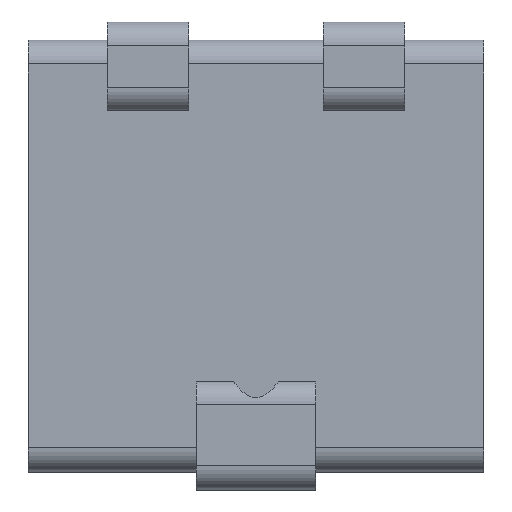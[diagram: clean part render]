
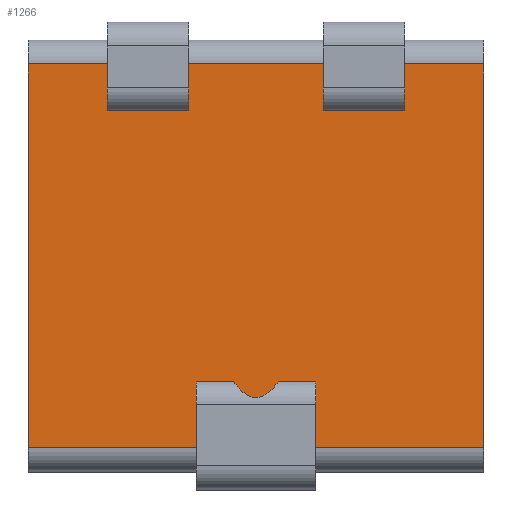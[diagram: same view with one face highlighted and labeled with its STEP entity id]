
A CAD part, top view. The second image highlights one B-rep face of the part: STEP entity #1266.
In plain terms, the highlighted planar face has unit normal (0, 0, 1).
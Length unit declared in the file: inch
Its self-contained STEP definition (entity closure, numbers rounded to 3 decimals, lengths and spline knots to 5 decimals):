
#119=DIRECTION('',(0.,1.,0.));
#120=VECTOR('',#119,0.00554);
#121=CARTESIAN_POINT('',(-0.04,0.06046,0.));
#122=LINE('',#121,#120);
#123=DIRECTION('',(0.,-1.,0.));
#124=VECTOR('',#123,0.00554);
#125=CARTESIAN_POINT('',(-0.074,0.066,0.));
#126=LINE('',#125,#124);
#127=DIRECTION('',(0.,1.,0.));
#128=VECTOR('',#127,0.00554);
#129=CARTESIAN_POINT('',(0.05,0.06046,0.));
#130=LINE('',#129,#128);
#131=DIRECTION('',(0.,-1.,0.));
#132=VECTOR('',#131,0.00554);
#133=CARTESIAN_POINT('',(0.016,0.066,0.));
#134=LINE('',#133,#132);
#135=CARTESIAN_POINT('',(-0.02008,-0.058,0.));
#136=CARTESIAN_POINT('',(-0.0202,-0.05779,0.));
#137=CARTESIAN_POINT('',(-0.02042,-0.05735,0.));
#138=CARTESIAN_POINT('',(-0.02068,-0.05659,0.));
#139=CARTESIAN_POINT('',(-0.02089,-0.05575,0.));
#140=CARTESIAN_POINT('',(-0.02106,-0.0548,0.));
#141=CARTESIAN_POINT('',(-0.0212,-0.05372,0.));
#142=CARTESIAN_POINT('',(-0.02127,-0.0529,0.));
#143=CARTESIAN_POINT('',(-0.02131,-0.05246,0.));
#145=DIRECTION('',(-1.,0.,0.));
#146=VECTOR('',#145,0.19);
#147=CARTESIAN_POINT('',(0.083,0.08,0.));
#148=LINE('',#147,#146);
#153=DIRECTION('',(0.,-1.,0.));
#154=VECTOR('',#153,0.16);
#155=CARTESIAN_POINT('',(-0.107,0.08,0.));
#156=LINE('',#155,#154);
#171=DIRECTION('',(1.,0.,0.));
#172=VECTOR('',#171,0.19);
#173=CARTESIAN_POINT('',(-0.107,-0.08,0.));
#174=LINE('',#173,#172);
#179=DIRECTION('',(0.,1.,0.));
#180=VECTOR('',#179,0.16);
#181=CARTESIAN_POINT('',(0.083,-0.08,0.));
#182=LINE('',#181,#180);
#435=DIRECTION('',(-1.,0.,0.));
#436=VECTOR('',#435,0.034);
#437=CARTESIAN_POINT('',(-0.04,0.06046,0.));
#438=LINE('',#437,#436);
#453=DIRECTION('',(1.,0.,0.));
#454=VECTOR('',#453,0.034);
#455=CARTESIAN_POINT('',(-0.074,0.066,0.));
#456=LINE('',#455,#454);
#579=DIRECTION('',(-1.,0.,0.));
#580=VECTOR('',#579,0.034);
#581=CARTESIAN_POINT('',(0.05,0.06046,0.));
#582=LINE('',#581,#580);
#597=DIRECTION('',(1.,0.,0.));
#598=VECTOR('',#597,0.034);
#599=CARTESIAN_POINT('',(0.016,0.066,0.));
#600=LINE('',#599,#598);
#605=DIRECTION('',(1.,0.,0.));
#606=VECTOR('',#605,0.01569);
#607=CARTESIAN_POINT('',(-0.00269,-0.05246,0.));
#608=LINE('',#607,#606);
#613=DIRECTION('',(1.,0.,0.));
#614=VECTOR('',#613,0.01569);
#615=CARTESIAN_POINT('',(-0.037,-0.05246,0.));
#616=LINE('',#615,#614);
#635=DIRECTION('',(0.,-1.,0.));
#636=VECTOR('',#635,0.00554);
#637=CARTESIAN_POINT('',(0.013,-0.05246,0.));
#638=LINE('',#637,#636);
#671=DIRECTION('',(0.,1.,0.));
#672=VECTOR('',#671,0.00554);
#673=CARTESIAN_POINT('',(-0.037,-0.058,0.));
#674=LINE('',#673,#672);
#721=DIRECTION('',(-1.,0.,0.));
#722=VECTOR('',#721,0.01692);
#723=CARTESIAN_POINT('',(0.013,-0.058,0.));
#724=LINE('',#723,#722);
#744=DIRECTION('',(-1.,0.,0.));
#745=VECTOR('',#744,0.01692);
#746=CARTESIAN_POINT('',(-0.02008,-0.058,0.));
#747=LINE('',#746,#745);
#752=CARTESIAN_POINT('',(-0.00392,-0.058,0.));
#753=CARTESIAN_POINT('',(-0.0038,-0.0578,0.));
#754=CARTESIAN_POINT('',(-0.00359,-0.05736,0.));
#755=CARTESIAN_POINT('',(-0.00333,-0.05663,0.));
#756=CARTESIAN_POINT('',(-0.00312,-0.05579,0.));
#757=CARTESIAN_POINT('',(-0.00294,-0.05483,0.));
#758=CARTESIAN_POINT('',(-0.0028,-0.05372,0.));
#759=CARTESIAN_POINT('',(-0.00273,-0.0529,0.));
#760=CARTESIAN_POINT('',(-0.00269,-0.05246,0.));
#824=CARTESIAN_POINT('',(-0.04,0.06046,0.));
#825=CARTESIAN_POINT('',(-0.04,0.066,0.));
#826=VERTEX_POINT('',#824);
#827=VERTEX_POINT('',#825);
#828=CARTESIAN_POINT('',(0.083,0.08,0.));
#829=CARTESIAN_POINT('',(-0.107,0.08,0.));
#830=VERTEX_POINT('',#828);
#831=VERTEX_POINT('',#829);
#832=CARTESIAN_POINT('',(0.083,-0.08,0.));
#833=VERTEX_POINT('',#832);
#834=CARTESIAN_POINT('',(-0.107,-0.08,0.));
#835=VERTEX_POINT('',#834);
#836=CARTESIAN_POINT('',(-0.074,0.06046,0.));
#837=VERTEX_POINT('',#836);
#838=CARTESIAN_POINT('',(-0.074,0.066,0.));
#839=VERTEX_POINT('',#838);
#840=CARTESIAN_POINT('',(0.05,0.06046,0.));
#841=CARTESIAN_POINT('',(0.016,0.06046,0.));
#842=VERTEX_POINT('',#840);
#843=VERTEX_POINT('',#841);
#844=CARTESIAN_POINT('',(0.05,0.066,0.));
#845=VERTEX_POINT('',#844);
#846=CARTESIAN_POINT('',(0.016,0.066,0.));
#847=VERTEX_POINT('',#846);
#848=CARTESIAN_POINT('',(-0.00269,-0.05246,0.));
#849=CARTESIAN_POINT('',(0.013,-0.05246,0.));
#850=VERTEX_POINT('',#848);
#851=VERTEX_POINT('',#849);
#852=VERTEX_POINT('',#752);
#853=CARTESIAN_POINT('',(0.013,-0.058,0.));
#854=VERTEX_POINT('',#853);
#855=CARTESIAN_POINT('',(-0.037,-0.05246,0.));
#856=CARTESIAN_POINT('',(-0.02131,-0.05246,0.));
#857=VERTEX_POINT('',#855);
#858=VERTEX_POINT('',#856);
#859=CARTESIAN_POINT('',(-0.037,-0.058,0.));
#860=VERTEX_POINT('',#859);
#861=CARTESIAN_POINT('',(-0.02008,-0.058,0.));
#862=VERTEX_POINT('',#861);
#1212=CARTESIAN_POINT('',(-0.012,0.,0.));
#1213=DIRECTION('',(0.,0.,1.));
#1214=DIRECTION('',(-1.,0.,0.));
#1215=AXIS2_PLACEMENT_3D('',#1212,#1213,#1214);
#1216=PLANE('',#1215);
#1218=ORIENTED_EDGE('',*,*,#1217,.F.);
#1220=ORIENTED_EDGE('',*,*,#1219,.F.);
#1222=ORIENTED_EDGE('',*,*,#1221,.F.);
#1224=ORIENTED_EDGE('',*,*,#1223,.F.);
#1225=EDGE_LOOP('',(#1218,#1220,#1222,#1224));
#1226=FACE_OUTER_BOUND('',#1225,.F.);
#1228=ORIENTED_EDGE('',*,*,#1227,.F.);
#1230=ORIENTED_EDGE('',*,*,#1229,.T.);
#1232=ORIENTED_EDGE('',*,*,#1231,.F.);
#1234=ORIENTED_EDGE('',*,*,#1233,.T.);
#1235=EDGE_LOOP('',(#1228,#1230,#1232,#1234));
#1236=FACE_BOUND('',#1235,.F.);
#1238=ORIENTED_EDGE('',*,*,#1237,.F.);
#1239=ORIENTED_EDGE('',*,*,#1202,.T.);
#1241=ORIENTED_EDGE('',*,*,#1240,.F.);
#1243=ORIENTED_EDGE('',*,*,#1242,.T.);
#1244=EDGE_LOOP('',(#1238,#1239,#1241,#1243));
#1245=FACE_BOUND('',#1244,.F.);
#1247=ORIENTED_EDGE('',*,*,#1246,.F.);
#1249=ORIENTED_EDGE('',*,*,#1248,.F.);
#1251=ORIENTED_EDGE('',*,*,#1250,.F.);
#1253=ORIENTED_EDGE('',*,*,#1252,.F.);
#1254=EDGE_LOOP('',(#1247,#1249,#1251,#1253));
#1255=FACE_BOUND('',#1254,.F.);
#1257=ORIENTED_EDGE('',*,*,#1256,.F.);
#1259=ORIENTED_EDGE('',*,*,#1258,.F.);
#1261=ORIENTED_EDGE('',*,*,#1260,.F.);
#1263=ORIENTED_EDGE('',*,*,#1262,.T.);
#1264=EDGE_LOOP('',(#1257,#1259,#1261,#1263));
#1265=FACE_BOUND('',#1264,.F.);
#1266=ADVANCED_FACE('',(#1226,#1236,#1245,#1255,#1265),#1216,.T.);
#144=B_SPLINE_CURVE_WITH_KNOTS('',3,(#135,#136,#137,#138,#139,#140,#141,#142,
#143),.UNSPECIFIED.,.F.,.F.,(4,1,1,1,1,1,4),(0.,0.16667,
0.33333,0.5,0.66667,0.83333,1.),
.UNSPECIFIED.);
#761=B_SPLINE_CURVE_WITH_KNOTS('',3,(#752,#753,#754,#755,#756,#757,#758,#759,
#760),.UNSPECIFIED.,.F.,.F.,(4,1,1,1,1,1,4),(0.,0.16667,
0.33333,0.5,0.66667,0.83333,1.),
.UNSPECIFIED.);
#1202=EDGE_CURVE('',#842,#845,#130,.T.);
#1217=EDGE_CURVE('',#830,#831,#148,.T.);
#1219=EDGE_CURVE('',#833,#830,#182,.T.);
#1221=EDGE_CURVE('',#835,#833,#174,.T.);
#1223=EDGE_CURVE('',#831,#835,#156,.T.);
#1227=EDGE_CURVE('',#826,#837,#438,.T.);
#1229=EDGE_CURVE('',#826,#827,#122,.T.);
#1231=EDGE_CURVE('',#839,#827,#456,.T.);
#1233=EDGE_CURVE('',#839,#837,#126,.T.);
#1237=EDGE_CURVE('',#842,#843,#582,.T.);
#1240=EDGE_CURVE('',#847,#845,#600,.T.);
#1242=EDGE_CURVE('',#847,#843,#134,.T.);
#1246=EDGE_CURVE('',#850,#851,#608,.T.);
#1248=EDGE_CURVE('',#852,#850,#761,.T.);
#1250=EDGE_CURVE('',#854,#852,#724,.T.);
#1252=EDGE_CURVE('',#851,#854,#638,.T.);
#1256=EDGE_CURVE('',#857,#858,#616,.T.);
#1258=EDGE_CURVE('',#860,#857,#674,.T.);
#1260=EDGE_CURVE('',#862,#860,#747,.T.);
#1262=EDGE_CURVE('',#862,#858,#144,.T.);
